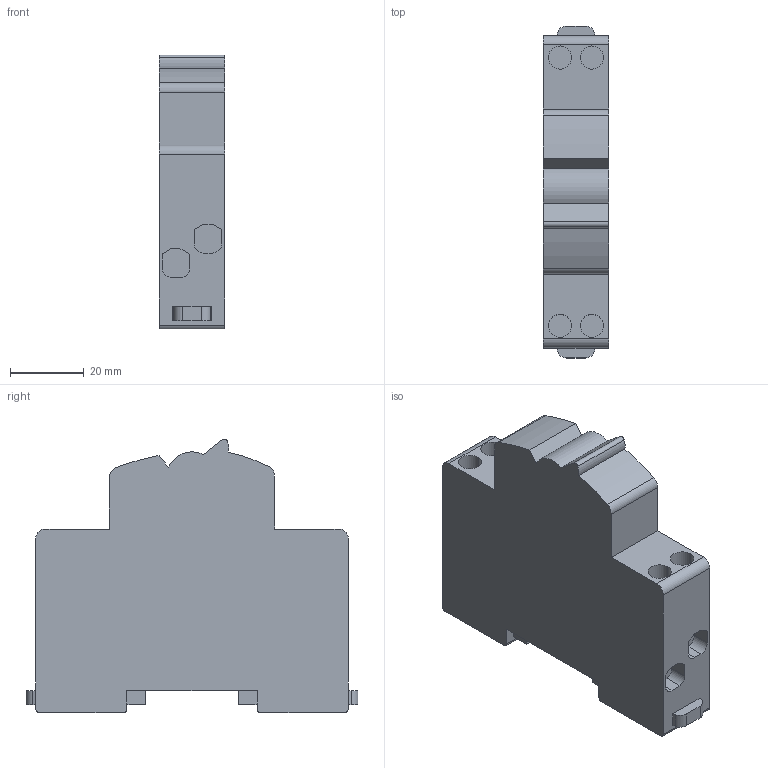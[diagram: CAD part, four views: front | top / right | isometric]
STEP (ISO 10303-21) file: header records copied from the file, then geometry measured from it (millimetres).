
FILE_DESCRIPTION(('CATIA V5 STEP Exchange','CAx-IF Rec.Pracs.--- Model Styling and Organization---1.4--- 2014-01-23'),'2;1');
FILE_NAME('MTC cubo.stp','2020-02-05T09:28:41+00:00',('none'),('none'),'CATIA Version 5-6 Release 2016 SP4','CATIA V5 STEP AP214','none');
FILE_SCHEMA(('AUTOMOTIVE_DESIGN { 1 0 10303 214 1 1 1 1 }'));
Length unit declared in the file: millimetre
Products named in the file (1): MTC cubo
Bounding box: 17.8 x 90.32 x 74.45 mm (x, y, z)
Volume: 86390.5 mm3; surface area: 16611.8 mm2
Topology: 1 solids, 1 shells, 98 faces, 258 edges, 172 vertices
Faces by surface type: plane 65, cylinder 33
Entity records: 2878 total; most frequent: ORIENTED_EDGE 516, CARTESIAN_POINT 508, DIRECTION 412, EDGE_CURVE 258, VECTOR 192, LINE 192, VERTEX_POINT 172, AXIS2_PLACEMENT_3D 144
